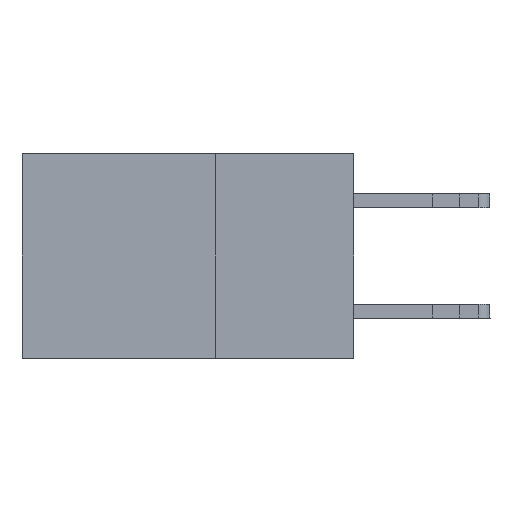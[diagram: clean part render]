
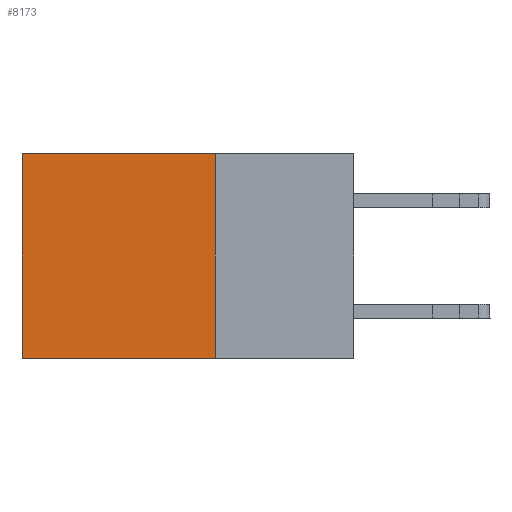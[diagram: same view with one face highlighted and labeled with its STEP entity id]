
A CAD part, left-side view. The second image highlights one B-rep face of the part: STEP entity #8173.
In plain terms, the highlighted planar face has unit normal (-1, 0, 0).
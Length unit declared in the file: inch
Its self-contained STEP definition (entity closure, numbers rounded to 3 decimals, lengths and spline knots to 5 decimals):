
#240 = LINE ( 'NONE', #8936, #12834 ) ;
#743 = ORIENTED_EDGE ( 'NONE', *, *, #6854, .T. ) ;
#2852 = EDGE_CURVE ( 'NONE', #12570, #18984, #4935, .T. ) ;
#3587 = EDGE_LOOP ( 'NONE', ( #743, #12565, #12145, #10445 ) ) ;
#4725 = PLANE ( 'NONE',  #16070 ) ;
#4924 = LINE ( 'NONE', #5028, #8369 ) ;
#4935 = LINE ( 'NONE', #5818, #12274 ) ;
#5028 = CARTESIAN_POINT ( 'NONE',  ( 0.2875, 0.25, -0.37 ) ) ;
#5818 = CARTESIAN_POINT ( 'NONE',  ( 0.2875, 0.25, 0. ) ) ;
#5860 = DIRECTION ( 'NONE',  ( 0., 1., 0. ) ) ;
#6245 = DIRECTION ( 'NONE',  ( 0., 0., -1. ) ) ;
#6854 = EDGE_CURVE ( 'NONE', #15674, #14584, #240, .T. ) ;
#7286 = CARTESIAN_POINT ( 'NONE',  ( 0.2875, 0.25, 0. ) ) ;
#7304 = DIRECTION ( 'NONE',  ( 0., 0., -1. ) ) ;
#8173 = ADVANCED_FACE ( 'NONE', ( #8235 ), #4725, .F. ) ;
#8235 = FACE_OUTER_BOUND ( 'NONE', #3587, .T. ) ;
#8369 = VECTOR ( 'NONE', #16675, 39.37008 ) ;
#8936 = CARTESIAN_POINT ( 'NONE',  ( 0.2875, 0.6, 0. ) ) ;
#10445 = ORIENTED_EDGE ( 'NONE', *, *, #15683, .T. ) ;
#10976 = LINE ( 'NONE', #7286, #14357 ) ;
#11682 = CARTESIAN_POINT ( 'NONE',  ( 0.2875, 0.6, 0. ) ) ;
#12145 = ORIENTED_EDGE ( 'NONE', *, *, #2852, .F. ) ;
#12274 = VECTOR ( 'NONE', #7304, 39.37008 ) ;
#12304 = EDGE_CURVE ( 'NONE', #18984, #14584, #4924, .T. ) ;
#12565 = ORIENTED_EDGE ( 'NONE', *, *, #12304, .F. ) ;
#12570 = VERTEX_POINT ( 'NONE', #14209 ) ;
#12834 = VECTOR ( 'NONE', #18989, 39.37008 ) ;
#12957 = CARTESIAN_POINT ( 'NONE',  ( 0.2875, 0.6, -0.37 ) ) ;
#14209 = CARTESIAN_POINT ( 'NONE',  ( 0.2875, 0.25, 0. ) ) ;
#14357 = VECTOR ( 'NONE', #5860, 39.37008 ) ;
#14584 = VERTEX_POINT ( 'NONE', #12957 ) ;
#14963 = DIRECTION ( 'NONE',  ( 1., 0., 0. ) ) ;
#15674 = VERTEX_POINT ( 'NONE', #11682 ) ;
#15683 = EDGE_CURVE ( 'NONE', #12570, #15674, #10976, .T. ) ;
#16070 = AXIS2_PLACEMENT_3D ( 'NONE', #19139, #14963, #6245 ) ;
#16675 = DIRECTION ( 'NONE',  ( 0., 1., 0. ) ) ;
#17899 = CARTESIAN_POINT ( 'NONE',  ( 0.2875, 0.25, -0.37 ) ) ;
#18984 = VERTEX_POINT ( 'NONE', #17899 ) ;
#18989 = DIRECTION ( 'NONE',  ( 0., 0., -1. ) ) ;
#19139 = CARTESIAN_POINT ( 'NONE',  ( 0.2875, 0.25, 0. ) ) ;
